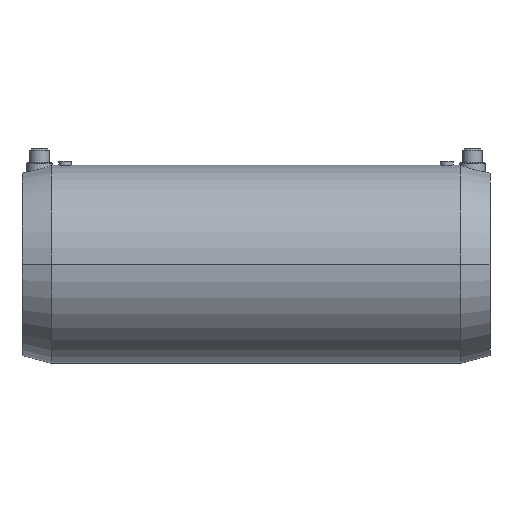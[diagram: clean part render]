
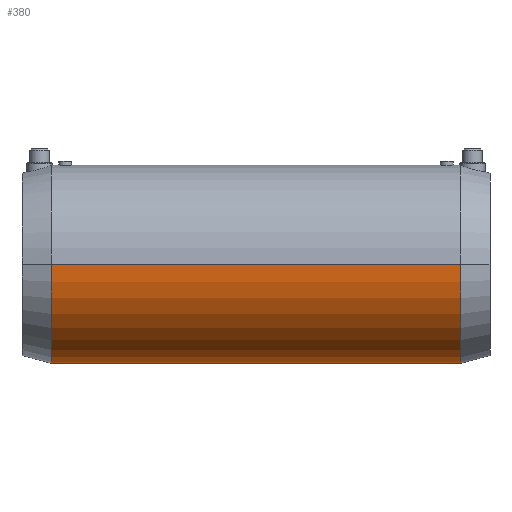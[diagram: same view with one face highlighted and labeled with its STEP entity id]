
A CAD part, front view. The second image highlights one B-rep face of the part: STEP entity #380.
In plain terms, the highlighted cylindrical face has radius 62 mm (diameter 124 mm), a partial arc.
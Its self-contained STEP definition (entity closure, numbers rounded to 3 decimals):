
#324 = VERTEX_POINT( '', #908 );
#380 = ADVANCED_FACE( '', ( #969 ), #970, .T. );
#468 = EDGE_CURVE( '', #510, #566, #1068, .T. );
#508 = EDGE_CURVE( '', #674, #324, #1115, .T. );
#510 = VERTEX_POINT( '', #1117 );
#566 = VERTEX_POINT( '', #1177 );
#576 = EDGE_CURVE( '', #792, #786, #1188, .T. );
#674 = VERTEX_POINT( '', #1300 );
#682 = EDGE_CURVE( '', #792, #674, #1308, .T. );
#712 = EDGE_CURVE( '', #786, #782, #1344, .T. );
#758 = EDGE_CURVE( '', #510, #324, #1395, .T. );
#782 = VERTEX_POINT( '', #1423 );
#786 = VERTEX_POINT( '', #1427 );
#792 = VERTEX_POINT( '', #1433 );
#858 = EDGE_CURVE( '', #782, #566, #1509, .T. );
#908 = CARTESIAN_POINT( '', ( 199.82, 62., 0. ) );
#969 = FACE_OUTER_BOUND( '', #1640, .T. );
#970 = CYLINDRICAL_SURFACE( '', #1641, 62. );
#1068 = CIRCLE( '', #2020, 62. );
#1115 = B_SPLINE_CURVE_WITH_KNOTS( '', 3, ( #2080, #2081, #2082, #2083, #2084, #2085, #2086, #2087, #2088, #2089, #2090, #2091, #2092, #2093, #2094, #2095, #2096, #2097, #2098, #2099, #2100, #2101, #2102, #2103, #2104, #2105, #2106, #2107, #2108, #2109, #2110, #2111, #2112, #2113 ), .UNSPECIFIED., .F., .F., ( 4, 2, 2, 2, 2, 2, 2, 2, 2, 2, 2, 2, 2, 2, 2, 2, 4 ), ( 0., 5.637, 11.275, 16.912, 22.549, 28.187, 33.824, 39.461, 45.099, 50.45, 55.802, 61.153, 66.505, 71.856, 77.208, 82.559, 87.911 ), .UNSPECIFIED. );
#1117 = CARTESIAN_POINT( '', ( 274.647, 62., 0. ) );
#1177 = CARTESIAN_POINT( '', ( 274.647, -62., 0. ) );
#1188 = LINE( '', #2273, #2274 );
#1300 = CARTESIAN_POINT( '', ( 146.5, 31.638, -53.32 ) );
#1308 = B_SPLINE_CURVE_WITH_KNOTS( '', 3, ( #2647, #2648, #2649, #2650, #2651, #2652, #2653, #2654, #2655, #2656, #2657, #2658, #2659, #2660, #2661, #2662, #2663, #2664, #2665, #2666, #2667, #2668, #2669, #2670, #2671, #2672, #2673, #2674, #2675, #2676, #2677, #2678, #2679, #2680 ), .UNSPECIFIED., .F., .F., ( 4, 2, 2, 2, 2, 2, 2, 2, 2, 2, 2, 2, 2, 2, 2, 2, 4 ), ( 263.733, 269.084, 274.436, 279.788, 285.139, 290.491, 295.842, 301.194, 306.545, 312.183, 317.82, 323.457, 329.095, 334.732, 340.369, 346.007, 351.644 ), .UNSPECIFIED. );
#1344 = CIRCLE( '', #2740, 62. );
#1395 = LINE( '', #2849, #2850 );
#1423 = CARTESIAN_POINT( '', ( 18.353, -62., 0. ) );
#1427 = CARTESIAN_POINT( '', ( 18.353, 62., 0. ) );
#1433 = CARTESIAN_POINT( '', ( 93.18, 62., 0. ) );
#1509 = LINE( '', #3004, #3005 );
#1640 = EDGE_LOOP( '', ( #3132, #3133, #3134, #3135, #3136, #3137, #3138 ) );
#1641 = AXIS2_PLACEMENT_3D( '', #3139, #3140, #3141 );
#2020 = AXIS2_PLACEMENT_3D( '', #3257, #3258, #3259 );
#2080 = CARTESIAN_POINT( '', ( 146.5, 31.638, -53.32 ) );
#2081 = CARTESIAN_POINT( '', ( 148.379, 31.638, -53.32 ) );
#2082 = CARTESIAN_POINT( '', ( 150.227, 31.807, -53.221 ) );
#2083 = CARTESIAN_POINT( '', ( 153.854, 32.433, -52.842 ) );
#2084 = CARTESIAN_POINT( '', ( 155.634, 32.889, -52.562 ) );
#2085 = CARTESIAN_POINT( '', ( 159.122, 34.023, -51.835 ) );
#2086 = CARTESIAN_POINT( '', ( 160.83, 34.7, -51.388 ) );
#2087 = CARTESIAN_POINT( '', ( 164.173, 36.209, -50.337 ) );
#2088 = CARTESIAN_POINT( '', ( 165.807, 37.04, -49.732 ) );
#2089 = CARTESIAN_POINT( '', ( 168.996, 38.798, -48.373 ) );
#2090 = CARTESIAN_POINT( '', ( 170.55, 39.724, -47.619 ) );
#2091 = CARTESIAN_POINT( '', ( 173.567, 41.62, -45.971 ) );
#2092 = CARTESIAN_POINT( '', ( 175.029, 42.589, -45.078 ) );
#2093 = CARTESIAN_POINT( '', ( 177.849, 44.527, -43.165 ) );
#2094 = CARTESIAN_POINT( '', ( 179.206, 45.496, -42.145 ) );
#2095 = CARTESIAN_POINT( '', ( 181.799, 47.394, -39.998 ) );
#2096 = CARTESIAN_POINT( '', ( 183.035, 48.324, -38.871 ) );
#2097 = CARTESIAN_POINT( '', ( 185.312, 50.068, -36.594 ) );
#2098 = CARTESIAN_POINT( '', ( 186.401, 50.918, -35.407 ) );
#2099 = CARTESIAN_POINT( '', ( 188.503, 52.581, -32.886 ) );
#2100 = CARTESIAN_POINT( '', ( 189.516, 53.395, -31.552 ) );
#2101 = CARTESIAN_POINT( '', ( 191.438, 54.955, -28.749 ) );
#2102 = CARTESIAN_POINT( '', ( 192.346, 55.701, -27.281 ) );
#2103 = CARTESIAN_POINT( '', ( 194.03, 57.095, -24.227 ) );
#2104 = CARTESIAN_POINT( '', ( 194.807, 57.744, -22.642 ) );
#2105 = CARTESIAN_POINT( '', ( 196.206, 58.92, -19.377 ) );
#2106 = CARTESIAN_POINT( '', ( 196.83, 59.448, -17.696 ) );
#2107 = CARTESIAN_POINT( '', ( 197.909, 60.363, -14.262 ) );
#2108 = CARTESIAN_POINT( '', ( 198.363, 60.751, -12.51 ) );
#2109 = CARTESIAN_POINT( '', ( 199.092, 61.375, -8.966 ) );
#2110 = CARTESIAN_POINT( '', ( 199.366, 61.61, -7.173 ) );
#2111 = CARTESIAN_POINT( '', ( 199.73, 61.923, -3.582 ) );
#2112 = CARTESIAN_POINT( '', ( 199.82, 62., -1.784 ) );
#2113 = CARTESIAN_POINT( '', ( 199.82, 62., 0. ) );
#2273 = CARTESIAN_POINT( '', ( 146.5, 62., 0. ) );
#2274 = VECTOR( '', #3401, 1. );
#2647 = CARTESIAN_POINT( '', ( 93.18, 62., 0. ) );
#2648 = CARTESIAN_POINT( '', ( 93.18, 62., -1.784 ) );
#2649 = CARTESIAN_POINT( '', ( 93.27, 61.923, -3.582 ) );
#2650 = CARTESIAN_POINT( '', ( 93.634, 61.61, -7.173 ) );
#2651 = CARTESIAN_POINT( '', ( 93.908, 61.375, -8.966 ) );
#2652 = CARTESIAN_POINT( '', ( 94.637, 60.751, -12.51 ) );
#2653 = CARTESIAN_POINT( '', ( 95.091, 60.363, -14.262 ) );
#2654 = CARTESIAN_POINT( '', ( 96.17, 59.448, -17.696 ) );
#2655 = CARTESIAN_POINT( '', ( 96.794, 58.92, -19.377 ) );
#2656 = CARTESIAN_POINT( '', ( 98.193, 57.744, -22.642 ) );
#2657 = CARTESIAN_POINT( '', ( 98.97, 57.095, -24.227 ) );
#2658 = CARTESIAN_POINT( '', ( 100.654, 55.701, -27.281 ) );
#2659 = CARTESIAN_POINT( '', ( 101.562, 54.955, -28.749 ) );
#2660 = CARTESIAN_POINT( '', ( 103.484, 53.395, -31.552 ) );
#2661 = CARTESIAN_POINT( '', ( 104.497, 52.581, -32.886 ) );
#2662 = CARTESIAN_POINT( '', ( 106.599, 50.918, -35.407 ) );
#2663 = CARTESIAN_POINT( '', ( 107.688, 50.068, -36.594 ) );
#2664 = CARTESIAN_POINT( '', ( 109.965, 48.324, -38.871 ) );
#2665 = CARTESIAN_POINT( '', ( 111.201, 47.394, -39.998 ) );
#2666 = CARTESIAN_POINT( '', ( 113.794, 45.496, -42.145 ) );
#2667 = CARTESIAN_POINT( '', ( 115.151, 44.527, -43.165 ) );
#2668 = CARTESIAN_POINT( '', ( 117.971, 42.589, -45.078 ) );
#2669 = CARTESIAN_POINT( '', ( 119.433, 41.62, -45.971 ) );
#2670 = CARTESIAN_POINT( '', ( 122.45, 39.724, -47.619 ) );
#2671 = CARTESIAN_POINT( '', ( 124.004, 38.798, -48.373 ) );
#2672 = CARTESIAN_POINT( '', ( 127.193, 37.04, -49.732 ) );
#2673 = CARTESIAN_POINT( '', ( 128.827, 36.209, -50.337 ) );
#2674 = CARTESIAN_POINT( '', ( 132.17, 34.7, -51.388 ) );
#2675 = CARTESIAN_POINT( '', ( 133.878, 34.023, -51.835 ) );
#2676 = CARTESIAN_POINT( '', ( 137.366, 32.889, -52.562 ) );
#2677 = CARTESIAN_POINT( '', ( 139.146, 32.433, -52.842 ) );
#2678 = CARTESIAN_POINT( '', ( 142.773, 31.807, -53.221 ) );
#2679 = CARTESIAN_POINT( '', ( 144.621, 31.638, -53.32 ) );
#2680 = CARTESIAN_POINT( '', ( 146.5, 31.638, -53.32 ) );
#2740 = AXIS2_PLACEMENT_3D( '', #3558, #3559, #3560 );
#2849 = CARTESIAN_POINT( '', ( 146.5, 62., 0. ) );
#2850 = VECTOR( '', #3621, 1. );
#3004 = CARTESIAN_POINT( '', ( 146.5, -62., 0. ) );
#3005 = VECTOR( '', #3773, 1. );
#3132 = ORIENTED_EDGE( '', *, *, #758, .F. );
#3133 = ORIENTED_EDGE( '', *, *, #468, .T. );
#3134 = ORIENTED_EDGE( '', *, *, #858, .F. );
#3135 = ORIENTED_EDGE( '', *, *, #712, .F. );
#3136 = ORIENTED_EDGE( '', *, *, #576, .F. );
#3137 = ORIENTED_EDGE( '', *, *, #682, .T. );
#3138 = ORIENTED_EDGE( '', *, *, #508, .T. );
#3139 = CARTESIAN_POINT( '', ( 146.5, 0., 0. ) );
#3140 = DIRECTION( '', ( 1., 0., 0. ) );
#3141 = DIRECTION( '', ( 0., 1., 0. ) );
#3257 = CARTESIAN_POINT( '', ( 274.647, 0., 0. ) );
#3258 = DIRECTION( '', ( -1., 0., 0. ) );
#3259 = DIRECTION( '', ( 0., 1., 0. ) );
#3401 = DIRECTION( '', ( -1., 0., 0. ) );
#3558 = CARTESIAN_POINT( '', ( 18.353, 0., 0. ) );
#3559 = DIRECTION( '', ( -1., 0., 0. ) );
#3560 = DIRECTION( '', ( 0., 1., 0. ) );
#3621 = DIRECTION( '', ( -1., 0., 0. ) );
#3773 = DIRECTION( '', ( 1., 0., 0. ) );
